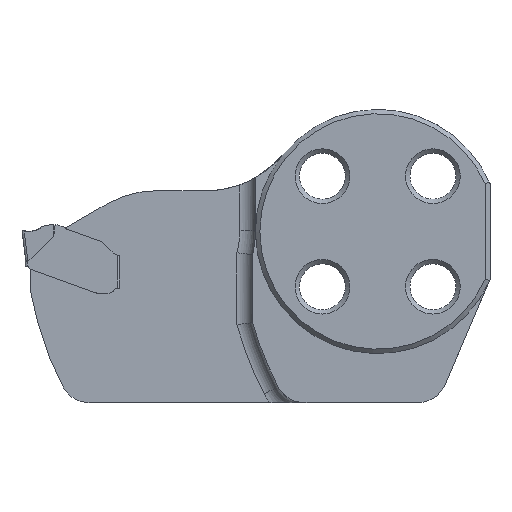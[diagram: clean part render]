
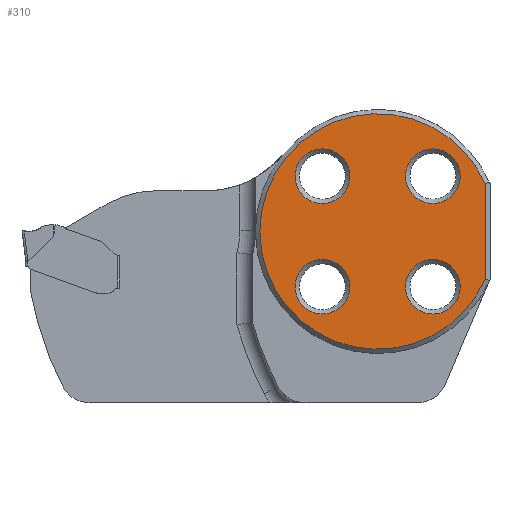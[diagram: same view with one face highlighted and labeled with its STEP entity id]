
A CAD part, top view. The second image highlights one B-rep face of the part: STEP entity #310.
In plain terms, the highlighted planar face has unit normal (0, 0, 1).
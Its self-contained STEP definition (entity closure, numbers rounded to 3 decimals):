
#180=FACE_BOUND('',#554,.T.);
#181=FACE_BOUND('',#555,.T.);
#182=FACE_BOUND('',#556,.T.);
#183=FACE_BOUND('',#557,.T.);
#184=FACE_BOUND('',#558,.T.);
#253=CIRCLE('',#2119,2.8);
#254=CIRCLE('',#2120,2.8);
#255=CIRCLE('',#2121,2.8);
#256=CIRCLE('',#2122,2.8);
#257=CIRCLE('',#2123,12.05);
#310=ADVANCED_FACE('',(#180,#181,#182,#183,#184),#416,.F.);
#416=PLANE('',#2124);
#554=EDGE_LOOP('',(#793));
#555=EDGE_LOOP('',(#794));
#556=EDGE_LOOP('',(#795));
#557=EDGE_LOOP('',(#796));
#558=EDGE_LOOP('',(#797,#798));
#793=ORIENTED_EDGE('',*,*,#1517,.F.);
#794=ORIENTED_EDGE('',*,*,#1518,.T.);
#795=ORIENTED_EDGE('',*,*,#1519,.T.);
#796=ORIENTED_EDGE('',*,*,#1520,.F.);
#797=ORIENTED_EDGE('',*,*,#1521,.F.);
#798=ORIENTED_EDGE('',*,*,#1522,.F.);
#1325=VERTEX_POINT('',#3048);
#1326=VERTEX_POINT('',#3050);
#1327=VERTEX_POINT('',#3052);
#1328=VERTEX_POINT('',#3054);
#1329=VERTEX_POINT('',#3056);
#1330=VERTEX_POINT('',#3057);
#1517=EDGE_CURVE('',#1325,#1325,#253,.T.);
#1518=EDGE_CURVE('',#1326,#1326,#254,.T.);
#1519=EDGE_CURVE('',#1327,#1327,#255,.T.);
#1520=EDGE_CURVE('',#1328,#1328,#256,.T.);
#1521=EDGE_CURVE('',#1329,#1330,#1746,.T.);
#1522=EDGE_CURVE('',#1330,#1329,#257,.T.);
#1746=LINE('',#3055,#1889);
#1889=VECTOR('',#2431,1.);
#2119=AXIS2_PLACEMENT_3D('',#3047,#2423,#2424);
#2120=AXIS2_PLACEMENT_3D('',#3049,#2425,#2426);
#2121=AXIS2_PLACEMENT_3D('',#3051,#2427,#2428);
#2122=AXIS2_PLACEMENT_3D('',#3053,#2429,#2430);
#2123=AXIS2_PLACEMENT_3D('',#3058,#2432,#2433);
#2124=AXIS2_PLACEMENT_3D('',#3059,#2434,#2435);
#2423=DIRECTION('',(0.,0.,1.));
#2424=DIRECTION('',(-1.,0.,0.));
#2425=DIRECTION('',(0.,0.,-1.));
#2426=DIRECTION('',(-1.,0.,0.));
#2427=DIRECTION('',(0.,0.,-1.));
#2428=DIRECTION('',(-1.,0.,0.));
#2429=DIRECTION('',(0.,0.,1.));
#2430=DIRECTION('',(-1.,0.,0.));
#2431=DIRECTION('',(0.,-1.,0.));
#2432=DIRECTION('',(0.,0.,-1.));
#2433=DIRECTION('',(-1.,0.,0.));
#2434=DIRECTION('',(0.,0.,-1.));
#2435=DIRECTION('',(-1.,0.,0.));
#3047=CARTESIAN_POINT('',(-5.657,5.657,0.));
#3048=CARTESIAN_POINT('',(-8.457,5.657,0.));
#3049=CARTESIAN_POINT('',(-5.657,-5.657,0.));
#3050=CARTESIAN_POINT('',(-8.457,-5.657,0.));
#3051=CARTESIAN_POINT('',(5.657,5.657,0.));
#3052=CARTESIAN_POINT('',(2.857,5.657,0.));
#3053=CARTESIAN_POINT('',(5.657,-5.657,0.));
#3054=CARTESIAN_POINT('',(2.857,-5.657,0.));
#3055=CARTESIAN_POINT('',(11.,0.,0.));
#3056=CARTESIAN_POINT('',(11.,4.92,0.));
#3057=CARTESIAN_POINT('',(11.,-4.92,0.));
#3058=CARTESIAN_POINT('',(0.,0.,0.));
#3059=CARTESIAN_POINT('',(0.,0.,0.));
